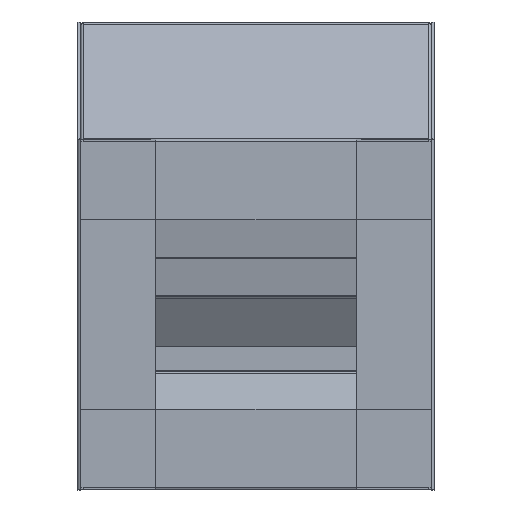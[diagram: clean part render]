
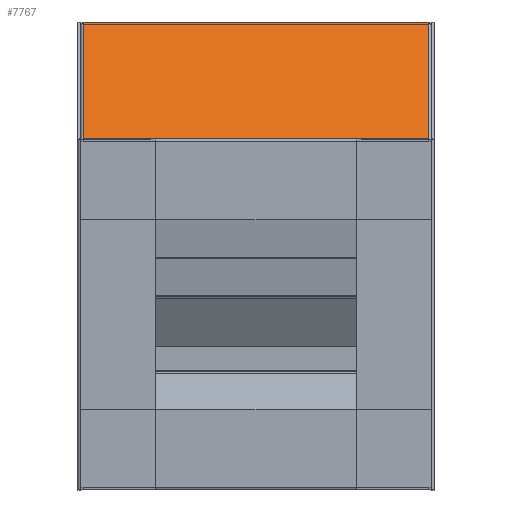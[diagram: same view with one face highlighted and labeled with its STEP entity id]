
A CAD part, front view. The second image highlights one B-rep face of the part: STEP entity #7767.
In plain terms, the highlighted face is planar.
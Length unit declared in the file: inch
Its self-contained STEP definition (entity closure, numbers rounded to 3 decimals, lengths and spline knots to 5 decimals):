
#597=FACE_OUTER_BOUND('',#1115,.T.);
#1115=EDGE_LOOP('',(#5594,#5595,#5596,#5597));
#1708=LINE('',#12038,#2612);
#1743=LINE('',#12130,#2647);
#1744=LINE('',#12133,#2648);
#1745=LINE('',#12135,#2649);
#2612=VECTOR('',#9637,0.3937);
#2647=VECTOR('',#9742,0.3937);
#2648=VECTOR('',#9747,0.3937);
#2649=VECTOR('',#9750,0.3937);
#3445=VERTEX_POINT('',#12024);
#3446=VERTEX_POINT('',#12028);
#3460=VERTEX_POINT('',#12090);
#3468=VERTEX_POINT('',#12120);
#4160=EDGE_CURVE('',#3445,#3446,#1708,.T.);
#4207=EDGE_CURVE('',#3460,#3468,#1743,.T.);
#4208=EDGE_CURVE('',#3445,#3468,#1744,.T.);
#4209=EDGE_CURVE('',#3446,#3460,#1745,.T.);
#5594=ORIENTED_EDGE('',*,*,#4160,.T.);
#5595=ORIENTED_EDGE('',*,*,#4209,.T.);
#5596=ORIENTED_EDGE('',*,*,#4207,.T.);
#5597=ORIENTED_EDGE('',*,*,#4208,.F.);
#7325=PLANE('',#8563);
#7767=ADVANCED_FACE('',(#597),#7325,.T.);
#8563=AXIS2_PLACEMENT_3D('',#12137,#9753,#9754);
#9637=DIRECTION('',(0.,-0.707,-0.707));
#9742=DIRECTION('',(0.,0.707,0.707));
#9747=DIRECTION('',(1.,0.,0.));
#9750=DIRECTION('',(1.,0.,0.));
#9753=DIRECTION('center_axis',(0.,-0.707,0.707));
#9754=DIRECTION('ref_axis',(0.,-0.707,-0.707));
#12024=CARTESIAN_POINT('',(-8.849,0.,15.));
#12028=CARTESIAN_POINT('',(-8.849,-5.95302,9.04698));
#12038=CARTESIAN_POINT('',(-8.849,0.,15.));
#12090=CARTESIAN_POINT('',(8.849,-5.95302,9.04698));
#12120=CARTESIAN_POINT('',(8.849,0.,15.));
#12130=CARTESIAN_POINT('',(8.849,-2.97651,12.02349));
#12133=CARTESIAN_POINT('',(-9.,0.,15.));
#12135=CARTESIAN_POINT('',(0.,-5.95302,9.04698));
#12137=CARTESIAN_POINT('Origin',(-9.,0.,15.));
